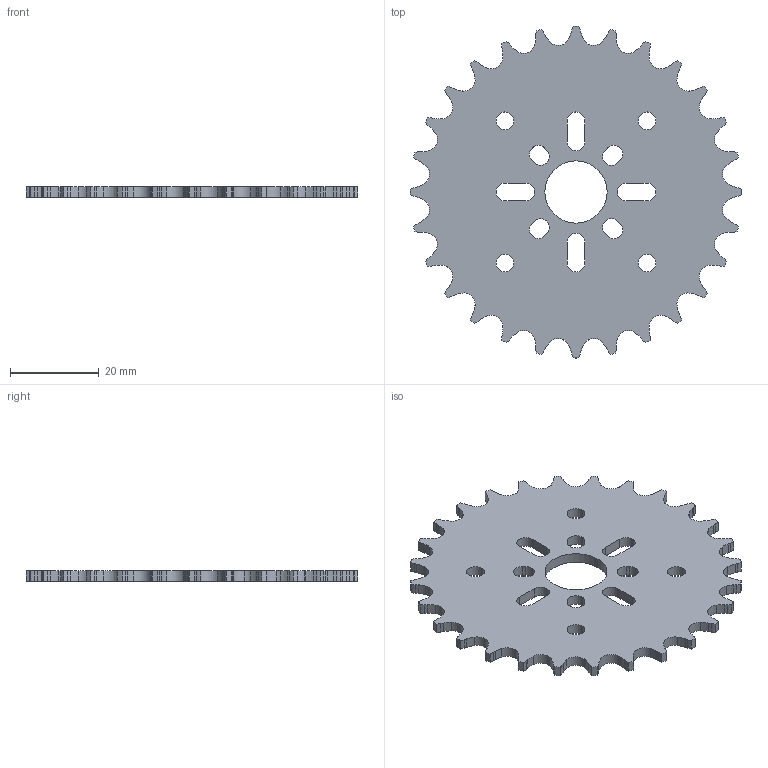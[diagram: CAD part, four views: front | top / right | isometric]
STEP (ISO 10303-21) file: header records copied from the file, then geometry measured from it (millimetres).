
FILE_DESCRIPTION (( 'STEP AP203' ), '1' );
FILE_NAME ('3311-0014-0028.STEP', '2018-04-26T01:59:59', ( '' ), ( '' ), 'SwSTEP 2.0', 'SolidWorks 2016', '' );
FILE_SCHEMA (( 'CONFIG_CONTROL_DESIGN' ));
Length unit declared in the file: millimetre
Products named in the file (1): 3311-0014-0028
Bounding box: 74.7 x 74.7 x 2.36 mm (x, y, z)
Volume: 8059 mm3; surface area: 8225 mm2
Topology: 1 solids, 1 shells, 290 faces, 864 edges, 576 vertices
Faces by surface type: cylinder 216, plane 74
Entity records: 10089 total; most frequent: DIRECTION 1878, CARTESIAN_POINT 1731, ORIENTED_EDGE 1728, EDGE_CURVE 864, AXIS2_PLACEMENT_3D 723, VERTEX_POINT 576, LINE 432, VECTOR 432
